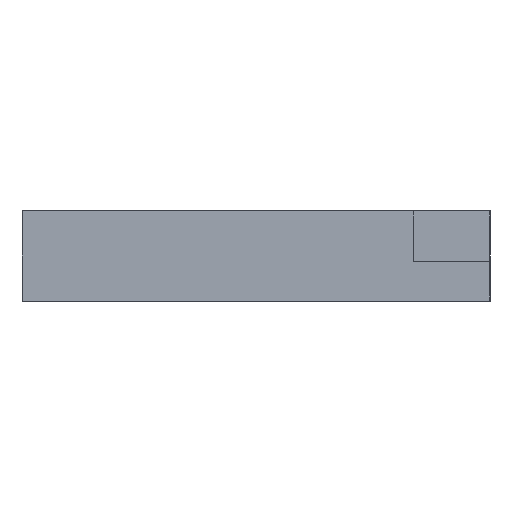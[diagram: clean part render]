
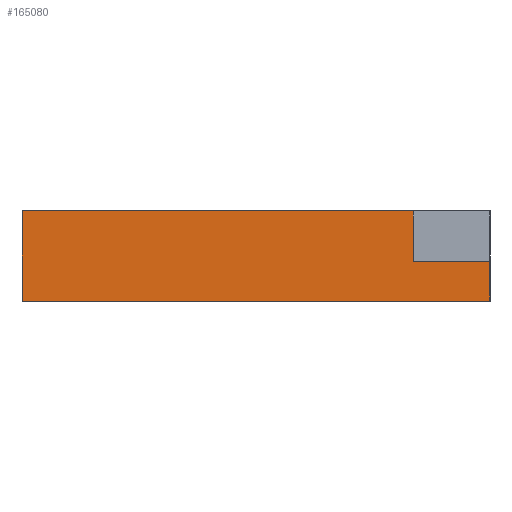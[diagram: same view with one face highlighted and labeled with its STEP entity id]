
A CAD part, left-side view. The second image highlights one B-rep face of the part: STEP entity #165080.
In plain terms, the highlighted planar face has unit normal (-1, 0, 0).
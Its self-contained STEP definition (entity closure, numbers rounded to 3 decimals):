
#60=CARTESIAN_POINT('',(-29.95,20.15,0.2));
#70=DIRECTION('',(0.,-1.,0.));
#80=VECTOR('',#70,1.);
#90=LINE('',#60,#80);
#100=CARTESIAN_POINT('',(-29.95,20.15,0.2));
#110=VERTEX_POINT('',#100);
#120=CARTESIAN_POINT('',(-29.95,-13.55,0.2));
#130=VERTEX_POINT('',#120);
#140=EDGE_CURVE('',#110,#130,#90,.T.);
#1440=CARTESIAN_POINT('',(-29.95,20.15,-7.56));
#1450=DIRECTION('',(0.,-1.,0.));
#1460=VECTOR('',#1450,1.);
#1470=LINE('',#1440,#1460);
#1480=CARTESIAN_POINT('',(-29.95,20.15,-7.56));
#1490=VERTEX_POINT('',#1480);
#1500=CARTESIAN_POINT('',(-29.95,-20.15,-7.56));
#1510=VERTEX_POINT('',#1500);
#1520=EDGE_CURVE('',#1490,#1510,#1470,.T.);
#2800=CARTESIAN_POINT('',(-29.95,0.,-4.16));
#2810=DIRECTION('',(0.,1.,0.));
#2820=VECTOR('',#2810,1.);
#2830=LINE('',#2800,#2820);
#2840=CARTESIAN_POINT('',(-29.95,-20.15,-4.16));
#2850=VERTEX_POINT('',#2840);
#2860=CARTESIAN_POINT('',(-29.95,-13.55,-4.16));
#2870=VERTEX_POINT('',#2860);
#2880=EDGE_CURVE('',#2850,#2870,#2830,.T.);
#3420=CARTESIAN_POINT('',(-29.95,-13.55,0.));
#3430=DIRECTION('',(0.,0.,1.));
#3440=VECTOR('',#3430,1.);
#3450=LINE('',#3420,#3440);
#3460=EDGE_CURVE('',#2870,#130,#3450,.T.);
#164850=CARTESIAN_POINT('',(-29.95,-20.15,0.));
#164860=DIRECTION('',(-1.,0.,0.));
#164870=DIRECTION('',(0.,1.,0.));
#164880=AXIS2_PLACEMENT_3D('',#164850,#164860,#164870);
#164890=PLANE('',#164880);
#164900=CARTESIAN_POINT('',(-29.95,-20.15,0.));
#164910=DIRECTION('',(0.,0.,1.));
#164920=VECTOR('',#164910,1.);
#164930=LINE('',#164900,#164920);
#164940=EDGE_CURVE('',#1510,#2850,#164930,.T.);
#164950=ORIENTED_EDGE('',*,*,#164940,.T.);
#164960=ORIENTED_EDGE('',*,*,#1520,.T.);
#164970=CARTESIAN_POINT('',(-29.95,20.15,0.));
#164980=DIRECTION('',(0.,0.,1.));
#164990=VECTOR('',#164980,1.);
#165000=LINE('',#164970,#164990);
#165010=EDGE_CURVE('',#1490,#110,#165000,.T.);
#165020=ORIENTED_EDGE('',*,*,#165010,.F.);
#165030=ORIENTED_EDGE('',*,*,#140,.F.);
#165040=ORIENTED_EDGE('',*,*,#3460,.T.);
#165050=ORIENTED_EDGE('',*,*,#2880,.T.);
#165060=EDGE_LOOP('',(#165050,#165040,#165030,#165020,#164960,#164950));
#165070=FACE_OUTER_BOUND('',#165060,.T.);
#165080=ADVANCED_FACE('',(#165070),#164890,.T.);
